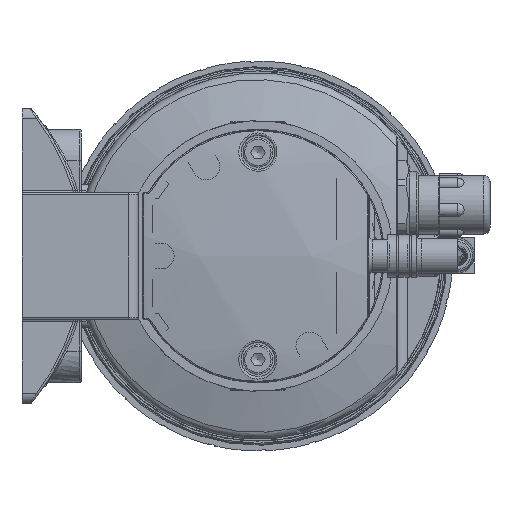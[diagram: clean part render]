
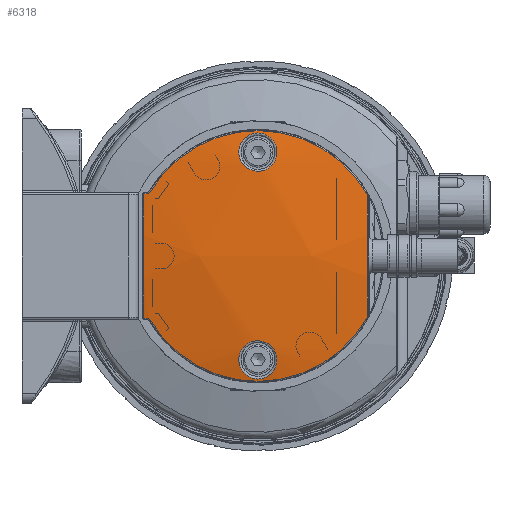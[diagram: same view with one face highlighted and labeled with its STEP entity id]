
A CAD part, front view. The second image highlights one B-rep face of the part: STEP entity #6318.
In plain terms, the highlighted spherical face has radius 150 mm.
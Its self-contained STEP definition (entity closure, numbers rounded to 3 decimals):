
#6161=CARTESIAN_POINT('',(0.,-152.451,29.097));
#6162=VERTEX_POINT('',#6161);
#6191=CARTESIAN_POINT('',(0.003,-152.451,29.098));
#6192=CARTESIAN_POINT('',(-0.675,-152.451,29.098));
#6193=CARTESIAN_POINT('',(-2.032,-152.503,28.784));
#6194=CARTESIAN_POINT('',(-4.213,-152.793,27.045));
#6195=CARTESIAN_POINT('',(-4.865,-153.271,24.178));
#6196=CARTESIAN_POINT('',(-3.655,-153.685,21.68));
#6197=CARTESIAN_POINT('',(-2.175,-153.882,20.49));
#6198=CARTESIAN_POINT('',(-0.183,-153.978,19.91));
#6199=CARTESIAN_POINT('',(1.908,-153.918,20.271));
#6200=CARTESIAN_POINT('',(3.659,-153.683,21.688));
#6201=CARTESIAN_POINT('',(4.858,-153.27,24.179));
#6202=CARTESIAN_POINT('',(4.217,-152.792,27.054));
#6203=CARTESIAN_POINT('',(2.026,-152.503,28.787));
#6204=CARTESIAN_POINT('',(0.68,-152.451,29.098));
#6205=CARTESIAN_POINT('',(0.003,-152.451,29.098));
#6206=B_SPLINE_CURVE_WITH_KNOTS('',3,(#6191,#6192,#6193,#6194,#6195,#6196,#6197,#6198,#6199,#6200,#6201,#6202,#6203,#6204,#6205),.UNSPECIFIED.,.T.,.U.,(4,1,1,1,1,1,1,1,1,1,1,1,4),(-2.427,-2.254,-2.08,-1.734,-1.56,-1.387,-1.257,-1.04,-0.867,-0.693,-0.347,-0.173,0.0),.UNSPECIFIED.);
#6207=EDGE_CURVE('',#6162,#6162,#6206,.T.);
#6212=CARTESIAN_POINT('',(0.,-5.3,0.));
#6213=DIRECTION('',(0.0,0.0,-1.0));
#6214=DIRECTION('',(-1.0,0.0,0.0));
#6215=AXIS2_PLACEMENT_3D('',#6212,#6213,#6214);
#6216=SPHERICAL_SURFACE('',#6215,150.);
#6217=CARTESIAN_POINT('',(0.,-152.451,-29.097));
#6218=VERTEX_POINT('',#6217);
#6219=CARTESIAN_POINT('',(-0.003,-152.451,-29.098));
#6220=CARTESIAN_POINT('',(0.675,-152.451,-29.098));
#6221=CARTESIAN_POINT('',(2.032,-152.503,-28.784));
#6222=CARTESIAN_POINT('',(4.213,-152.793,-27.045));
#6223=CARTESIAN_POINT('',(4.865,-153.271,-24.178));
#6224=CARTESIAN_POINT('',(3.655,-153.685,-21.68));
#6225=CARTESIAN_POINT('',(2.175,-153.882,-20.49));
#6226=CARTESIAN_POINT('',(0.183,-153.978,-19.91));
#6227=CARTESIAN_POINT('',(-1.908,-153.918,-20.271));
#6228=CARTESIAN_POINT('',(-3.659,-153.683,-21.688));
#6229=CARTESIAN_POINT('',(-4.858,-153.27,-24.179));
#6230=CARTESIAN_POINT('',(-4.217,-152.792,-27.054));
#6231=CARTESIAN_POINT('',(-2.026,-152.503,-28.787));
#6232=CARTESIAN_POINT('',(-0.68,-152.451,-29.098));
#6233=CARTESIAN_POINT('',(-0.003,-152.451,-29.098));
#6234=B_SPLINE_CURVE_WITH_KNOTS('',3,(#6219,#6220,#6221,#6222,#6223,#6224,#6225,#6226,#6227,#6228,#6229,#6230,#6231,#6232,#6233),.UNSPECIFIED.,.T.,.U.,(4,1,1,1,1,1,1,1,1,1,1,1,4),(-2.427,-2.254,-2.08,-1.734,-1.56,-1.387,-1.257,-1.04,-0.867,-0.693,-0.347,-0.173,0.0),.UNSPECIFIED.);
#6235=EDGE_CURVE('',#6218,#6218,#6234,.T.);
#6236=ORIENTED_EDGE('',*,*,#6235,.F.);
#6237=EDGE_LOOP('',(#6236));
#6238=FACE_OUTER_BOUND('',#6237,.T.);
#6239=CARTESIAN_POINT('',(-25.571,-152.338,15.026));
#6240=VERTEX_POINT('',#6239);
#6241=CARTESIAN_POINT('',(25.852,-152.338,14.538));
#6242=VERTEX_POINT('',#6241);
#6243=CARTESIAN_POINT('',(0.,-152.338,0.));
#6244=DIRECTION('',(0.0,1.0,0.0));
#6245=DIRECTION('',(1.0,0.0,0.0));
#6246=AXIS2_PLACEMENT_3D('',#6243,#6244,#6245);
#6247=CIRCLE('',#6246,29.659);
#6248=EDGE_CURVE('',#6240,#6242,#6247,.T.);
#6249=ORIENTED_EDGE('',*,*,#6248,.F.);
#6250=CARTESIAN_POINT('',(-26.09,-152.277,14.729));
#6251=VERTEX_POINT('',#6250);
#6252=CARTESIAN_POINT('',(-26.09,-152.277,14.729));
#6253=CARTESIAN_POINT('',(-25.972,-152.298,14.729));
#6254=CARTESIAN_POINT('',(-25.764,-152.329,14.792));
#6255=CARTESIAN_POINT('',(-25.617,-152.338,14.949));
#6256=CARTESIAN_POINT('',(-25.571,-152.338,15.026));
#6257=B_SPLINE_CURVE_WITH_KNOTS('',3,(#6252,#6253,#6254,#6255,#6256),.UNSPECIFIED.,.F.,.U.,(4,1,4),(0.,0.036,0.062),.UNSPECIFIED.);
#6258=EDGE_CURVE('',#6251,#6240,#6257,.T.);
#6259=ORIENTED_EDGE('',*,*,#6258,.F.);
#6260=CARTESIAN_POINT('',(-27.054,-152.103,14.729));
#6261=VERTEX_POINT('',#6260);
#6262=CARTESIAN_POINT('',(0.,-5.3,14.729));
#6263=DIRECTION('',(0.,0.,1.0));
#6264=DIRECTION('',(-0.178,-0.984,0.));
#6265=AXIS2_PLACEMENT_3D('',#6262,#6263,#6264);
#6266=CIRCLE('',#6265,149.275);
#6267=EDGE_CURVE('',#6261,#6251,#6266,.T.);
#6268=ORIENTED_EDGE('',*,*,#6267,.F.);
#6269=CARTESIAN_POINT('',(-27.054,-152.103,-14.729));
#6270=VERTEX_POINT('',#6269);
#6271=CARTESIAN_POINT('',(-27.054,-5.3,0.));
#6272=DIRECTION('',(-1.0,0.0,0.0));
#6273=DIRECTION('',(0.0,-1.0,0.0));
#6274=AXIS2_PLACEMENT_3D('',#6271,#6272,#6273);
#6275=CIRCLE('',#6274,147.54);
#6276=EDGE_CURVE('',#6270,#6261,#6275,.T.);
#6277=ORIENTED_EDGE('',*,*,#6276,.F.);
#6278=CARTESIAN_POINT('',(-26.09,-152.277,-14.729));
#6279=VERTEX_POINT('',#6278);
#6280=CARTESIAN_POINT('',(0.,-5.3,-14.729));
#6281=DIRECTION('',(0.,0.,-1.0));
#6282=DIRECTION('',(-0.178,-0.984,0.));
#6283=AXIS2_PLACEMENT_3D('',#6280,#6281,#6282);
#6284=CIRCLE('',#6283,149.275);
#6285=EDGE_CURVE('',#6279,#6270,#6284,.T.);
#6286=ORIENTED_EDGE('',*,*,#6285,.F.);
#6287=CARTESIAN_POINT('',(-25.571,-152.338,-15.026));
#6288=VERTEX_POINT('',#6287);
#6289=CARTESIAN_POINT('',(-25.571,-152.338,-15.026));
#6290=CARTESIAN_POINT('',(-25.632,-152.338,-14.923));
#6291=CARTESIAN_POINT('',(-25.793,-152.325,-14.776));
#6292=CARTESIAN_POINT('',(-26.002,-152.293,-14.729));
#6293=CARTESIAN_POINT('',(-26.09,-152.277,-14.729));
#6294=B_SPLINE_CURVE_WITH_KNOTS('',3,(#6289,#6290,#6291,#6292,#6293),.UNSPECIFIED.,.F.,.U.,(4,1,4),(0.0,0.036,0.062),.UNSPECIFIED.);
#6295=EDGE_CURVE('',#6288,#6279,#6294,.T.);
#6296=ORIENTED_EDGE('',*,*,#6295,.F.);
#6297=CARTESIAN_POINT('',(25.852,-152.338,-14.538));
#6298=VERTEX_POINT('',#6297);
#6299=CARTESIAN_POINT('',(0.,-152.338,0.));
#6300=DIRECTION('',(0.0,1.0,0.0));
#6301=DIRECTION('',(1.0,0.0,0.0));
#6302=AXIS2_PLACEMENT_3D('',#6299,#6300,#6301);
#6303=CIRCLE('',#6302,29.659);
#6304=EDGE_CURVE('',#6298,#6288,#6303,.T.);
#6305=ORIENTED_EDGE('',*,*,#6304,.F.);
#6306=CARTESIAN_POINT('',(25.852,-5.3,0.));
#6307=DIRECTION('',(1.0,0.0,0.0));
#6308=DIRECTION('',(0.0,-1.0,0.0));
#6309=AXIS2_PLACEMENT_3D('',#6306,#6307,#6308);
#6310=CIRCLE('',#6309,147.756);
#6311=EDGE_CURVE('',#6242,#6298,#6310,.T.);
#6312=ORIENTED_EDGE('',*,*,#6311,.F.);
#6313=EDGE_LOOP('',(#6249,#6259,#6268,#6277,#6286,#6296,#6305,#6312));
#6314=FACE_BOUND('',#6313,.T.);
#6315=ORIENTED_EDGE('',*,*,#6207,.F.);
#6316=EDGE_LOOP('',(#6315));
#6317=FACE_BOUND('',#6316,.T.);
#6318=ADVANCED_FACE('',(#6238,#6314,#6317),#6216,.T.);
